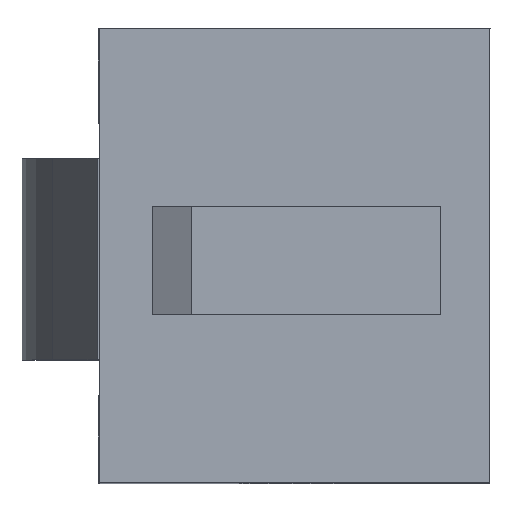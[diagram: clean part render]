
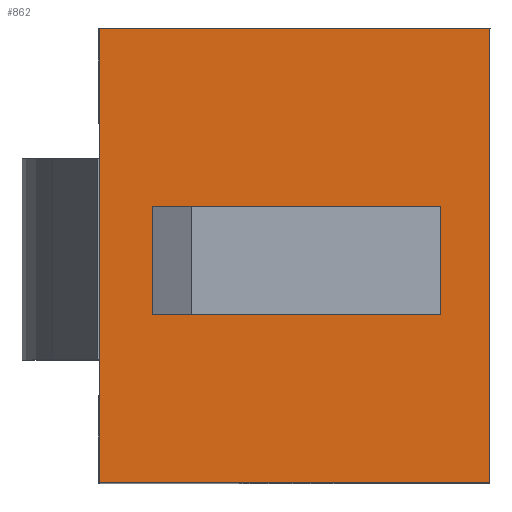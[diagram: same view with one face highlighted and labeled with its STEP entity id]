
A CAD part, top view. The second image highlights one B-rep face of the part: STEP entity #862.
In plain terms, the highlighted planar face has unit normal (0, 0, 1).
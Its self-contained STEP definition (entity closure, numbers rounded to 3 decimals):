
#23=FACE_BOUND('',#161,.T.);
#103=FACE_OUTER_BOUND('',#160,.T.);
#160=EDGE_LOOP('',(#692,#693,#694,#695));
#161=EDGE_LOOP('',(#696,#697,#698,#699));
#216=LINE('',#1327,#302);
#218=LINE('',#1332,#304);
#222=LINE('',#1351,#308);
#225=LINE('',#1366,#311);
#227=LINE('',#1371,#313);
#231=LINE('',#1378,#317);
#234=LINE('',#1383,#320);
#235=LINE('',#1385,#321);
#302=VECTOR('',#1078,10.);
#304=VECTOR('',#1082,10.);
#308=VECTOR('',#1092,10.);
#311=VECTOR('',#1105,10.);
#313=VECTOR('',#1109,10.);
#317=VECTOR('',#1115,10.);
#320=VECTOR('',#1122,10.);
#321=VECTOR('',#1125,10.);
#396=VERTEX_POINT('',#1319);
#398=VERTEX_POINT('',#1325);
#399=VERTEX_POINT('',#1329);
#400=VERTEX_POINT('',#1331);
#406=VERTEX_POINT('',#1363);
#407=VERTEX_POINT('',#1365);
#408=VERTEX_POINT('',#1369);
#409=VERTEX_POINT('',#1370);
#493=EDGE_CURVE('',#396,#398,#216,.T.);
#495=EDGE_CURVE('',#400,#399,#218,.T.);
#502=EDGE_CURVE('',#399,#396,#222,.T.);
#506=EDGE_CURVE('',#407,#406,#225,.T.);
#508=EDGE_CURVE('',#408,#409,#227,.T.);
#512=EDGE_CURVE('',#406,#408,#231,.T.);
#515=EDGE_CURVE('',#409,#407,#234,.T.);
#516=EDGE_CURVE('',#400,#398,#235,.T.);
#692=ORIENTED_EDGE('',*,*,#495,.T.);
#693=ORIENTED_EDGE('',*,*,#502,.T.);
#694=ORIENTED_EDGE('',*,*,#493,.T.);
#695=ORIENTED_EDGE('',*,*,#516,.F.);
#696=ORIENTED_EDGE('',*,*,#506,.T.);
#697=ORIENTED_EDGE('',*,*,#512,.T.);
#698=ORIENTED_EDGE('',*,*,#508,.T.);
#699=ORIENTED_EDGE('',*,*,#515,.T.);
#814=PLANE('',#945);
#862=ADVANCED_FACE('',(#103,#23),#814,.T.);
#945=AXIS2_PLACEMENT_3D('',#1384,#1123,#1124);
#1078=DIRECTION('',(1.,0.,0.));
#1082=DIRECTION('',(-1.,0.,0.));
#1092=DIRECTION('',(0.,-1.,0.));
#1105=DIRECTION('',(1.,0.,0.));
#1109=DIRECTION('',(-1.,0.,0.));
#1115=DIRECTION('',(0.,-1.,0.));
#1122=DIRECTION('',(0.,1.,0.));
#1123=DIRECTION('center_axis',(0.,0.,
1.));
#1124=DIRECTION('ref_axis',(0.,-1.,0.));
#1125=DIRECTION('',(0.,-1.,0.));
#1319=CARTESIAN_POINT('',(-9.084,-1.408,42.6));
#1325=CARTESIAN_POINT('',(8.347,-1.408,42.6));
#1327=CARTESIAN_POINT('',(0.891,-1.408,42.6));
#1329=CARTESIAN_POINT('',(-9.084,18.899,42.6));
#1331=CARTESIAN_POINT('',(8.347,18.899,42.6));
#1332=CARTESIAN_POINT('',(0.984,18.899,42.6));
#1351=CARTESIAN_POINT('',(-9.084,8.542,42.6));
#1363=CARTESIAN_POINT('',(6.138,10.955,42.6));
#1365=CARTESIAN_POINT('',(-6.751,10.955,42.6));
#1366=CARTESIAN_POINT('',(0.776,10.955,42.6));
#1369=CARTESIAN_POINT('',(6.138,6.129,42.6));
#1370=CARTESIAN_POINT('',(-6.751,6.129,42.6));
#1371=CARTESIAN_POINT('',(0.776,6.129,42.6));
#1378=CARTESIAN_POINT('',(6.138,8.608,42.6));
#1383=CARTESIAN_POINT('',(-6.751,8.608,42.6));
#1384=CARTESIAN_POINT('Origin',(1.563,8.675,42.6));
#1385=CARTESIAN_POINT('',(8.347,8.685,42.6));
